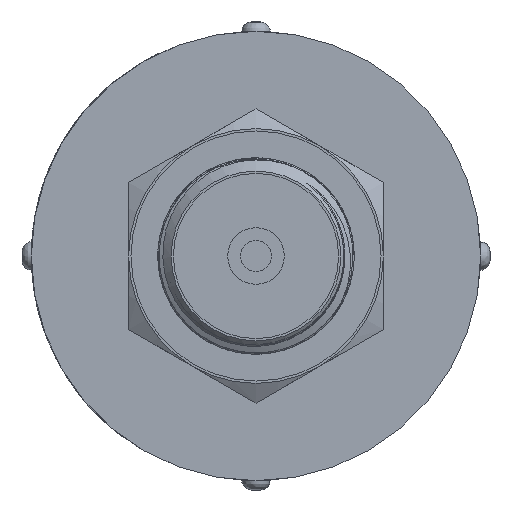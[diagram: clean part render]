
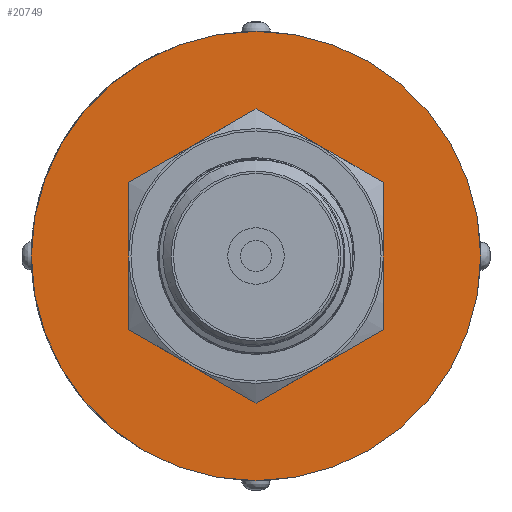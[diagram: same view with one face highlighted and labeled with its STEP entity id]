
A CAD part, left-side view. The second image highlights one B-rep face of the part: STEP entity #20749.
In plain terms, the highlighted face is planar.
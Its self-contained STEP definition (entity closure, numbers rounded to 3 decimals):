
#170=FACE_BOUND('',#2619,.T.);
#896=PLANE('',#22129);
#1397=FACE_OUTER_BOUND('',#2618,.T.);
#2618=EDGE_LOOP('',(#14576));
#2619=EDGE_LOOP('',(#14577));
#3866=CIRCLE('',#22128,13.25);
#3867=CIRCLE('',#22130,23.813);
#8676=VERTEX_POINT('',#36007);
#8677=VERTEX_POINT('',#36011);
#10965=EDGE_CURVE('',#8676,#8676,#3866,.T.);
#10966=EDGE_CURVE('',#8677,#8677,#3867,.T.);
#14576=ORIENTED_EDGE('',*,*,#10966,.F.);
#14577=ORIENTED_EDGE('',*,*,#10965,.T.);
#20749=ADVANCED_FACE('',(#1397,#170),#896,.T.);
#22128=AXIS2_PLACEMENT_3D('',#36009,#23596,#23597);
#22129=AXIS2_PLACEMENT_3D('',#36010,#23598,#23599);
#22130=AXIS2_PLACEMENT_3D('',#36012,#23600,#23601);
#23596=DIRECTION('center_axis',(-1.,0.,0.));
#23597=DIRECTION('ref_axis',(0.,0.,
1.));
#23598=DIRECTION('center_axis',(1.,0.,0.));
#23599=DIRECTION('ref_axis',(0.,0.,
-1.));
#23600=DIRECTION('center_axis',(-1.,0.,0.));
#23601=DIRECTION('ref_axis',(0.,0.,
1.));
#36007=CARTESIAN_POINT('',(34.,-13.25,0.));
#36009=CARTESIAN_POINT('Origin',(34.,0.,0.));
#36010=CARTESIAN_POINT('Origin',(34.,23.813,0.));
#36011=CARTESIAN_POINT('',(34.,-23.813,0.));
#36012=CARTESIAN_POINT('Origin',(34.,0.,0.));
